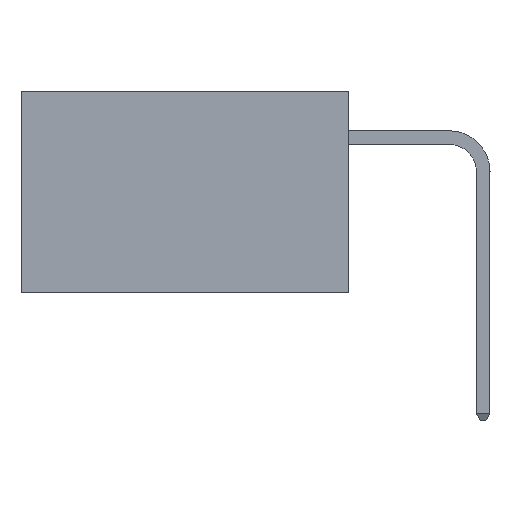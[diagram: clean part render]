
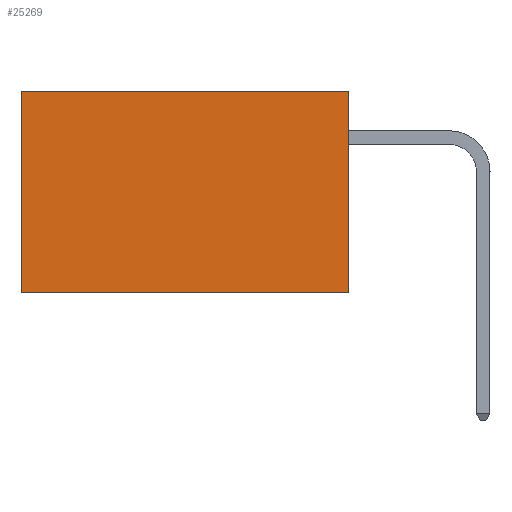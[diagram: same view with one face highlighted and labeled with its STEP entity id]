
A CAD part, left-side view. The second image highlights one B-rep face of the part: STEP entity #25269.
In plain terms, the highlighted planar face has unit normal (-1, 0, 0).
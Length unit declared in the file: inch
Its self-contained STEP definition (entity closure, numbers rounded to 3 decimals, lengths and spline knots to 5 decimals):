
#99 = CARTESIAN_POINT ( 'NONE',  ( 0.2875, 0., 0. ) ) ;
#1747 = CARTESIAN_POINT ( 'NONE',  ( 0.2875, 0., 0. ) ) ;
#2688 = VERTEX_POINT ( 'NONE', #99 ) ;
#2944 = VECTOR ( 'NONE', #23087, 39.37008 ) ;
#4195 = EDGE_CURVE ( 'NONE', #2688, #26062, #13974, .T. ) ;
#4854 = FACE_OUTER_BOUND ( 'NONE', #29275, .T. ) ;
#4995 = ORIENTED_EDGE ( 'NONE', *, *, #21470, .F. ) ;
#6406 = VERTEX_POINT ( 'NONE', #22020 ) ;
#7750 = DIRECTION ( 'NONE',  ( 0., 1., 0. ) ) ;
#7816 = CARTESIAN_POINT ( 'NONE',  ( 0.2875, 0., 0. ) ) ;
#8223 = VECTOR ( 'NONE', #23137, 39.37008 ) ;
#8851 = ORIENTED_EDGE ( 'NONE', *, *, #4195, .T. ) ;
#11365 = VERTEX_POINT ( 'NONE', #27289 ) ;
#13879 = CARTESIAN_POINT ( 'NONE',  ( 0.2875, 0.6, 0. ) ) ;
#13974 = LINE ( 'NONE', #7816, #28904 ) ;
#14376 = ORIENTED_EDGE ( 'NONE', *, *, #22389, .F. ) ;
#14568 = CARTESIAN_POINT ( 'NONE',  ( 0.2875, 0., -0.37 ) ) ;
#15111 = CARTESIAN_POINT ( 'NONE',  ( 0.2875, 0.6, 0. ) ) ;
#15281 = LINE ( 'NONE', #15111, #8223 ) ;
#15532 = PLANE ( 'NONE',  #18145 ) ;
#17670 = EDGE_CURVE ( 'NONE', #26062, #6406, #15281, .T. ) ;
#18145 = AXIS2_PLACEMENT_3D ( 'NONE', #20738, #34057, #18214 ) ;
#18214 = DIRECTION ( 'NONE',  ( 0., 0., -1. ) ) ;
#20738 = CARTESIAN_POINT ( 'NONE',  ( 0.2875, 0., 0. ) ) ;
#21470 = EDGE_CURVE ( 'NONE', #2688, #11365, #24155, .T. ) ;
#21577 = LINE ( 'NONE', #14568, #27816 ) ;
#22020 = CARTESIAN_POINT ( 'NONE',  ( 0.2875, 0.6, -0.37 ) ) ;
#22389 = EDGE_CURVE ( 'NONE', #11365, #6406, #21577, .T. ) ;
#23085 = ORIENTED_EDGE ( 'NONE', *, *, #17670, .T. ) ;
#23087 = DIRECTION ( 'NONE',  ( 0., 0., -1. ) ) ;
#23137 = DIRECTION ( 'NONE',  ( 0., 0., -1. ) ) ;
#24155 = LINE ( 'NONE', #1747, #2944 ) ;
#25269 = ADVANCED_FACE ( 'NONE', ( #4854 ), #15532, .F. ) ;
#26062 = VERTEX_POINT ( 'NONE', #13879 ) ;
#27289 = CARTESIAN_POINT ( 'NONE',  ( 0.2875, 0., -0.37 ) ) ;
#27816 = VECTOR ( 'NONE', #30439, 39.37008 ) ;
#28904 = VECTOR ( 'NONE', #7750, 39.37008 ) ;
#29275 = EDGE_LOOP ( 'NONE', ( #23085, #14376, #4995, #8851 ) ) ;
#30439 = DIRECTION ( 'NONE',  ( 0., 1., 0. ) ) ;
#34057 = DIRECTION ( 'NONE',  ( 1., 0., 0. ) ) ;
